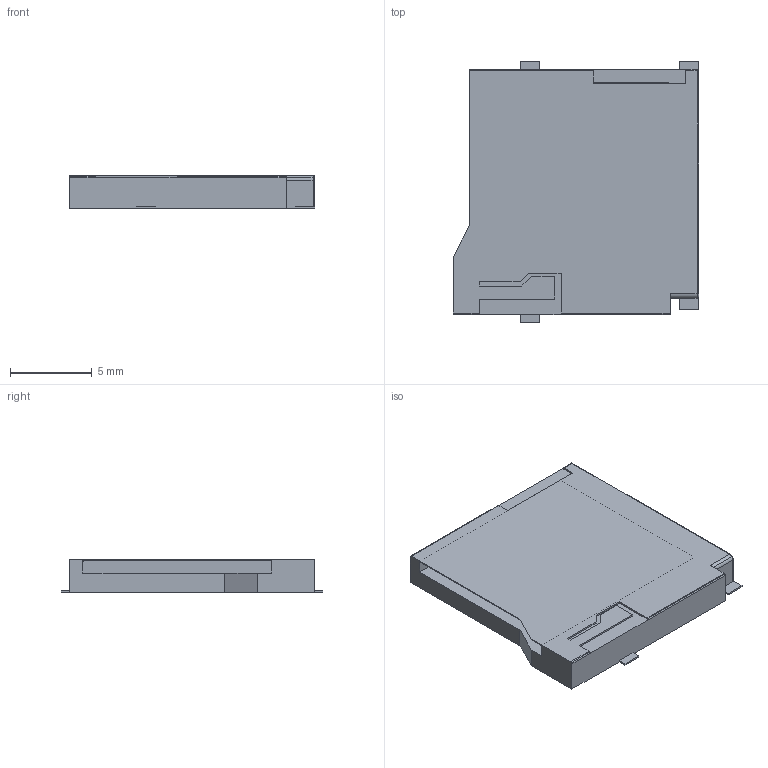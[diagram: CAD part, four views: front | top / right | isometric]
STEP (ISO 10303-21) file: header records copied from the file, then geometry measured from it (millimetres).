
FILE_DESCRIPTION (( 'STEP AP203' ), '1' );
FILE_NAME ('sdreader.step_Default_sldprt.STEP', '2025-04-23T09:08:06', ( '' ), ( '' ), 'SwSTEP 2.0', 'SolidWorks 2024', '' );
FILE_SCHEMA (( 'CONFIG_CONTROL_DESIGN' ));
Length unit declared in the file: millimetre
Products named in the file (1): sdreader.step_Default_sldprt
Bounding box: 15 x 16 x 2 mm (x, y, z)
Volume: 314.8 mm3; surface area: 853.4 mm2
Topology: 1 solids, 1 shells, 61 faces, 175 edges, 114 vertices
Faces by surface type: plane 46, cylinder 14, torus 1
Entity records: 2051 total; most frequent: CARTESIAN_POINT 357, ORIENTED_EDGE 350, DIRECTION 322, EDGE_CURVE 175, LINE 148, VECTOR 148, VERTEX_POINT 114, AXIS2_PLACEMENT_3D 87
